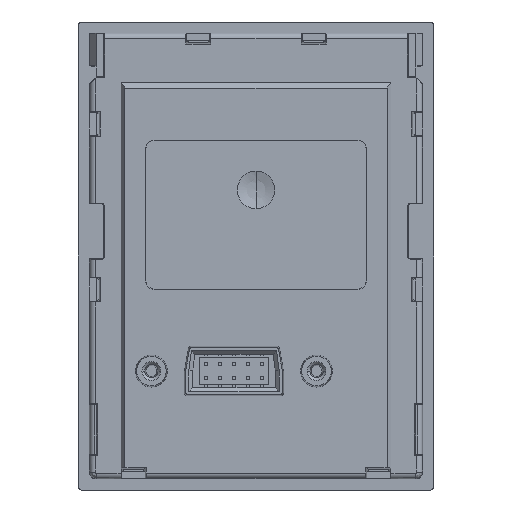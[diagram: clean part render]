
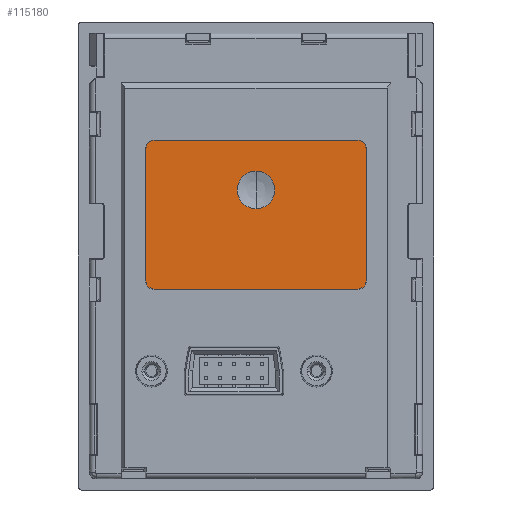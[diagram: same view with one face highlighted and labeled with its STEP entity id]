
A CAD part, front view. The second image highlights one B-rep face of the part: STEP entity #115180.
In plain terms, the highlighted planar face has unit normal (0, -1, 0).
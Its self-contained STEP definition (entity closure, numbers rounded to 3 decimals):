
#65162=CARTESIAN_POINT('',(18.5,-5.25,-4.5));
#65163=DIRECTION('',(0.,-1.,0.));
#65164=DIRECTION('',(0.,0.,-1.));
#65165=AXIS2_PLACEMENT_3D('',#65162,#65163,#65164);
#65170=DIRECTION('',(1.,0.,0.));
#65171=VECTOR('',#65170,37.);
#65172=CARTESIAN_POINT('',(-18.5,-5.25,-6.));
#65173=LINE('',#65172,#65171);
#65177=CARTESIAN_POINT('',(-18.5,-5.25,-4.5));
#65178=DIRECTION('',(0.,-1.,0.));
#65179=DIRECTION('',(-1.,0.,0.));
#65180=AXIS2_PLACEMENT_3D('',#65177,#65178,#65179);
#65185=DIRECTION('',(0.,0.,-1.));
#65186=VECTOR('',#65185,24.);
#65187=CARTESIAN_POINT('',(-20.,-5.25,19.5));
#65188=LINE('',#65187,#65186);
#65192=CARTESIAN_POINT('',(-18.5,-5.25,19.5));
#65193=DIRECTION('',(0.,-1.,0.));
#65194=DIRECTION('',(0.,0.,1.));
#65195=AXIS2_PLACEMENT_3D('',#65192,#65193,#65194);
#65200=DIRECTION('',(-1.,0.,0.));
#65201=VECTOR('',#65200,37.);
#65202=CARTESIAN_POINT('',(18.5,-5.25,21.));
#65203=LINE('',#65202,#65201);
#65207=CARTESIAN_POINT('',(18.5,-5.25,19.5));
#65208=DIRECTION('',(0.,-1.,0.));
#65209=DIRECTION('',(1.,0.,0.));
#65210=AXIS2_PLACEMENT_3D('',#65207,#65208,#65209);
#65215=DIRECTION('',(0.,0.,1.));
#65216=VECTOR('',#65215,24.);
#65217=CARTESIAN_POINT('',(20.,-5.25,-4.5));
#65218=LINE('',#65217,#65216);
#65222=CARTESIAN_POINT('',(0.,-5.25,12.));
#65223=DIRECTION('',(0.,1.,0.));
#65224=DIRECTION('',(0.,0.,-1.));
#65225=AXIS2_PLACEMENT_3D('',#65222,#65223,#65224);
#65230=CARTESIAN_POINT('',(0.,-5.25,12.));
#65231=DIRECTION('',(0.,1.,0.));
#65232=DIRECTION('',(0.,0.,1.));
#65233=AXIS2_PLACEMENT_3D('',#65230,#65231,#65232);
#86335=CARTESIAN_POINT('',(18.5,-5.25,-6.));
#86336=CARTESIAN_POINT('',(20.,-5.25,-4.5));
#86337=VERTEX_POINT('',#86335);
#86338=VERTEX_POINT('',#86336);
#86343=CARTESIAN_POINT('',(20.,-5.25,19.5));
#86344=CARTESIAN_POINT('',(18.5,-5.25,21.));
#86345=VERTEX_POINT('',#86343);
#86346=VERTEX_POINT('',#86344);
#86351=CARTESIAN_POINT('',(-18.5,-5.25,21.));
#86352=CARTESIAN_POINT('',(-20.,-5.25,19.5));
#86353=VERTEX_POINT('',#86351);
#86354=VERTEX_POINT('',#86352);
#86359=CARTESIAN_POINT('',(-20.,-5.25,-4.5));
#86360=CARTESIAN_POINT('',(-18.5,-5.25,-6.));
#86361=VERTEX_POINT('',#86359);
#86362=VERTEX_POINT('',#86360);
#86665=CARTESIAN_POINT('',(0.,-5.25,8.588));
#86666=CARTESIAN_POINT('',(0.,-5.25,15.412));
#86667=VERTEX_POINT('',#86665);
#86668=VERTEX_POINT('',#86666);
#115153=CARTESIAN_POINT('',(0.,-5.25,0.));
#115154=DIRECTION('',(0.,-1.,0.));
#115155=DIRECTION('',(1.,0.,0.));
#115156=AXIS2_PLACEMENT_3D('',#115153,#115154,#115155);
#115157=PLANE('',#115156);
#115158=ORIENTED_EDGE('',*,*,#115144,.F.);
#115160=ORIENTED_EDGE('',*,*,#115159,.F.);
#115162=ORIENTED_EDGE('',*,*,#115161,.F.);
#115164=ORIENTED_EDGE('',*,*,#115163,.F.);
#115166=ORIENTED_EDGE('',*,*,#115165,.F.);
#115168=ORIENTED_EDGE('',*,*,#115167,.F.);
#115170=ORIENTED_EDGE('',*,*,#115169,.F.);
#115171=ORIENTED_EDGE('',*,*,#115131,.F.);
#115172=EDGE_LOOP('',(#115158,#115160,#115162,#115164,#115166,#115168,#115170,
#115171));
#115173=FACE_OUTER_BOUND('',#115172,.F.);
#115175=ORIENTED_EDGE('',*,*,#115174,.F.);
#115177=ORIENTED_EDGE('',*,*,#115176,.F.);
#115178=EDGE_LOOP('',(#115175,#115177));
#115179=FACE_BOUND('',#115178,.F.);
#115180=ADVANCED_FACE('',(#115173,#115179),#115157,.T.);
#65166=CIRCLE('',#65165,1.5);
#65181=CIRCLE('',#65180,1.5);
#65196=CIRCLE('',#65195,1.5);
#65211=CIRCLE('',#65210,1.5);
#65226=CIRCLE('',#65225,3.412);
#65234=CIRCLE('',#65233,3.412);
#115131=EDGE_CURVE('',#86338,#86345,#65218,.T.);
#115144=EDGE_CURVE('',#86337,#86338,#65166,.T.);
#115159=EDGE_CURVE('',#86362,#86337,#65173,.T.);
#115161=EDGE_CURVE('',#86361,#86362,#65181,.T.);
#115163=EDGE_CURVE('',#86354,#86361,#65188,.T.);
#115165=EDGE_CURVE('',#86353,#86354,#65196,.T.);
#115167=EDGE_CURVE('',#86346,#86353,#65203,.T.);
#115169=EDGE_CURVE('',#86345,#86346,#65211,.T.);
#115174=EDGE_CURVE('',#86667,#86668,#65226,.T.);
#115176=EDGE_CURVE('',#86668,#86667,#65234,.T.);
